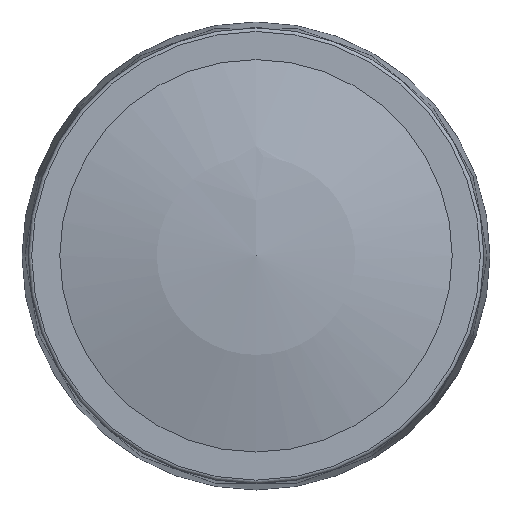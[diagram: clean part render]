
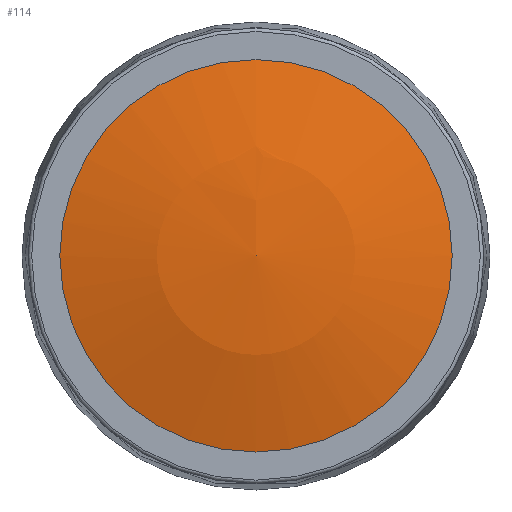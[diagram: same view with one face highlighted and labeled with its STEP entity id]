
A CAD part, top view. The second image highlights one B-rep face of the part: STEP entity #114.
In plain terms, the highlighted spherical face has radius 39.101 mm.
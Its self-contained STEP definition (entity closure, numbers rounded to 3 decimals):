
#114 = ADVANCED_FACE( '', ( #300 ), #301, .T. );
#300 = FACE_OUTER_BOUND( '', #599, .T. );
#301 = SPHERICAL_SURFACE( '', #600, 39.101 );
#599 = EDGE_LOOP( '', ( #904 ) );
#600 = AXIS2_PLACEMENT_3D( '', #905, #906, #907 );
#904 = ORIENTED_EDGE( '', *, *, #1457, .T. );
#905 = CARTESIAN_POINT( '', ( 0., 0., -16.601 ) );
#906 = DIRECTION( '', ( 0., 0., 1. ) );
#907 = DIRECTION( '', ( 0., 1., 0. ) );
#1457 = EDGE_CURVE( '', #1672, #1672, #1673, .T. );
#1672 = VERTEX_POINT( '', #1982 );
#1673 = CIRCLE( '', #1983, 10.9 );
#1982 = CARTESIAN_POINT( '', ( 10.9, 0., 20.95 ) );
#1983 = AXIS2_PLACEMENT_3D( '', #2449, #2450, #2451 );
#2449 = CARTESIAN_POINT( '', ( 0., 0., 20.95 ) );
#2450 = DIRECTION( '', ( 0., 0., 1. ) );
#2451 = DIRECTION( '', ( 1., 0., 0. ) );
